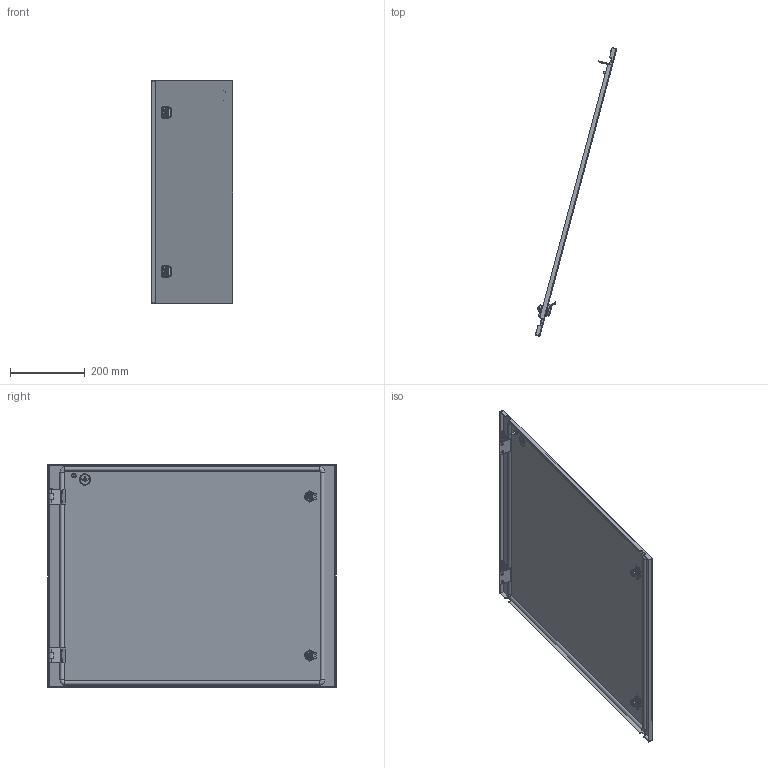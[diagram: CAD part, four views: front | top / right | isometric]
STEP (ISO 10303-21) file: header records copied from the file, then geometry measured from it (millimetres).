
FILE_DESCRIPTION (( 'STEP AP203' ), '1' );
FILE_NAME ('FO-00-ESD-060-080 FORMAT Äâåðü ñåêö. âíåø. 600õ800 IEK.STEP', '2024-07-09T09:02:42', ( '' ), ( '' ), 'SwSTEP 2.0', 'SolidWorks 2022', '' );
FILE_SCHEMA (( 'CONFIG_CONTROL_DESIGN' ));
Length unit declared in the file: millimetre
Products named in the file (1): FO-00-ESD-060-080 FORMAT Дверь секц. внеш. 600х800 IEK
Bounding box: 217.64 x 771.19 x 596 mm (x, y, z)
Volume: 1200360.3 mm3; surface area: 1066884.3 mm2
Topology: 7 solids, 18 shells, 1844 faces, 5133 edges, 3240 vertices
Faces by surface type: cylinder 576, plane 558, bspline 434, sphere 114, cone 100, torus 62
Entity records: 109278 total; most frequent: CARTESIAN_POINT 66292, ORIENTED_EDGE 10238, DIRECTION 7403, EDGE_CURVE 5119, VERTEX_POINT 3238, AXIS2_PLACEMENT_3D 2681, LINE 2041, VECTOR 2041
